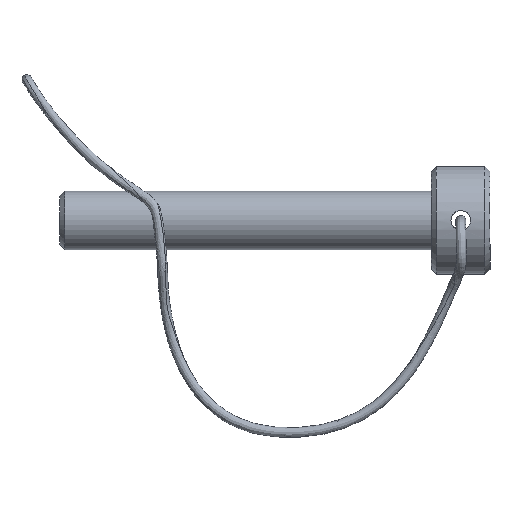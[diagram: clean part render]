
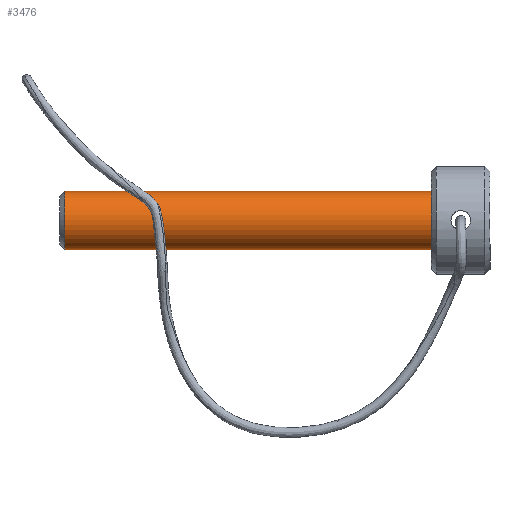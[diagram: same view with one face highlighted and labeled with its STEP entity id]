
A CAD part, top view. The second image highlights one B-rep face of the part: STEP entity #3476.
In plain terms, the highlighted cylindrical face has radius 4.763 mm (diameter 9.525 mm), a partial arc.
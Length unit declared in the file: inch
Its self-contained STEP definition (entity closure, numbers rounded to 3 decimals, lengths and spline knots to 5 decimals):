
#58 = CARTESIAN_POINT ( 'NONE',  ( 0., 0., 0. ) ) ;
#120 = ORIENTED_EDGE ( 'NONE', *, *, #2759, .F. ) ;
#266 = AXIS2_PLACEMENT_3D ( 'NONE', #58, #1992, #337 ) ;
#301 = CARTESIAN_POINT ( 'NONE',  ( -2.15108, 0., 0. ) ) ;
#310 = DIRECTION ( 'NONE',  ( 0., -1., 0. ) ) ;
#327 = CYLINDRICAL_SURFACE ( 'NONE', #3613, 0.1875 ) ;
#337 = DIRECTION ( 'NONE',  ( 0., -1., 0. ) ) ;
#340 = VECTOR ( 'NONE', #1543, 39.37008 ) ;
#1067 = CIRCLE ( 'NONE', #266, 0.1875 ) ;
#1071 = CARTESIAN_POINT ( 'NONE',  ( 0., -0.1875, 0. ) ) ;
#1154 = VERTEX_POINT ( 'NONE', #1498 ) ;
#1324 = CARTESIAN_POINT ( 'NONE',  ( -2.343, 0., 0. ) ) ;
#1419 = DIRECTION ( 'NONE',  ( -1., 0., 0. ) ) ;
#1498 = CARTESIAN_POINT ( 'NONE',  ( -2.343, -0.1875, 0. ) ) ;
#1543 = DIRECTION ( 'NONE',  ( -1., 0., 0. ) ) ;
#1598 = DIRECTION ( 'NONE',  ( 0., 1., 0. ) ) ;
#1611 = CARTESIAN_POINT ( 'NONE',  ( -2.15108, 0.1875, 0. ) ) ;
#1620 = EDGE_CURVE ( 'NONE', #2343, #1154, #2069, .T. ) ;
#1701 = CARTESIAN_POINT ( 'NONE',  ( 0., 0.1875, 0. ) ) ;
#1704 = EDGE_CURVE ( 'NONE', #3546, #2343, #3537, .T. ) ;
#1963 = VECTOR ( 'NONE', #2420, 39.37008 ) ;
#1992 = DIRECTION ( 'NONE',  ( -1., 0., 0. ) ) ;
#2038 = ORIENTED_EDGE ( 'NONE', *, *, #3577, .T. ) ;
#2069 = CIRCLE ( 'NONE', #3099, 0.1875 ) ;
#2265 = CARTESIAN_POINT ( 'NONE',  ( -2.343, 0.1875, 0. ) ) ;
#2343 = VERTEX_POINT ( 'NONE', #2265 ) ;
#2420 = DIRECTION ( 'NONE',  ( -1., 0., 0. ) ) ;
#2447 = LINE ( 'NONE', #3492, #340 ) ;
#2454 = EDGE_LOOP ( 'NONE', ( #2038, #2915, #2730, #120 ) ) ;
#2730 = ORIENTED_EDGE ( 'NONE', *, *, #1620, .T. ) ;
#2759 = EDGE_CURVE ( 'NONE', #3334, #1154, #2447, .T. ) ;
#2915 = ORIENTED_EDGE ( 'NONE', *, *, #1704, .T. ) ;
#3099 = AXIS2_PLACEMENT_3D ( 'NONE', #1324, #3267, #1598 ) ;
#3267 = DIRECTION ( 'NONE',  ( 1., 0., 0. ) ) ;
#3284 = FACE_OUTER_BOUND ( 'NONE', #2454, .T. ) ;
#3334 = VERTEX_POINT ( 'NONE', #1071 ) ;
#3476 = ADVANCED_FACE ( 'NONE', ( #3284 ), #327, .T. ) ;
#3492 = CARTESIAN_POINT ( 'NONE',  ( -2.15108, -0.1875, 0. ) ) ;
#3537 = LINE ( 'NONE', #1611, #1963 ) ;
#3546 = VERTEX_POINT ( 'NONE', #1701 ) ;
#3577 = EDGE_CURVE ( 'NONE', #3334, #3546, #1067, .T. ) ;
#3613 = AXIS2_PLACEMENT_3D ( 'NONE', #301, #1419, #310 ) ;
